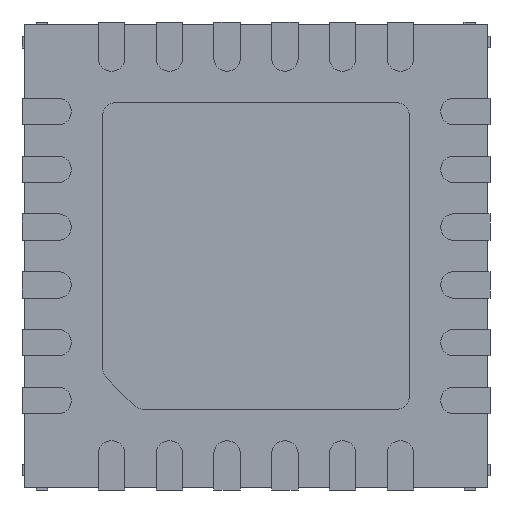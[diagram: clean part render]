
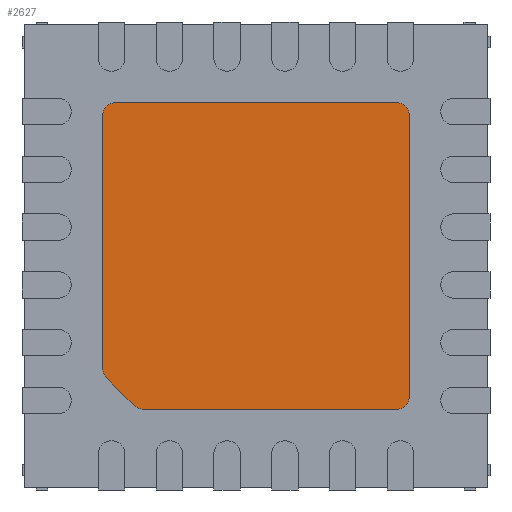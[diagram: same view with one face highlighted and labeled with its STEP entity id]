
A CAD part, front view. The second image highlights one B-rep face of the part: STEP entity #2627.
In plain terms, the highlighted planar face has unit normal (0, -1, 0).
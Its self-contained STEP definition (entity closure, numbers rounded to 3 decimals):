
#318 = DIRECTION ( 'NONE',  ( 0., 1., 0. ) ) ;
#343 = VERTEX_POINT ( 'NONE', #3229 ) ;
#448 = EDGE_CURVE ( 'NONE', #343, #8361, #8954, .T. ) ;
#540 = CARTESIAN_POINT ( 'NONE',  ( -0.984, -0.05, -1.325 ) ) ;
#687 = EDGE_CURVE ( 'NONE', #2624, #2053, #11560, .T. ) ;
#738 = ORIENTED_EDGE ( 'NONE', *, *, #1014, .T. ) ;
#796 = ORIENTED_EDGE ( 'NONE', *, *, #687, .T. ) ;
#936 = CARTESIAN_POINT ( 'NONE',  ( 1.225, -0.05, 1.325 ) ) ;
#1014 = EDGE_CURVE ( 'NONE', #6415, #4573, #7303, .T. ) ;
#1154 = AXIS2_PLACEMENT_3D ( 'NONE', #8793, #318, #12836 ) ;
#1221 = EDGE_CURVE ( 'NONE', #7030, #343, #8871, .T. ) ;
#1284 = DIRECTION ( 'NONE',  ( 0., 0., -1. ) ) ;
#1366 = CARTESIAN_POINT ( 'NONE',  ( 1.325, -0.05, 1.225 ) ) ;
#1634 = DIRECTION ( 'NONE',  ( 0., 0., 1. ) ) ;
#1876 = DIRECTION ( 'NONE',  ( 0., -1., 0. ) ) ;
#2053 = VERTEX_POINT ( 'NONE', #2661 ) ;
#2553 = VECTOR ( 'NONE', #6810, 1000. ) ;
#2624 = VERTEX_POINT ( 'NONE', #7832 ) ;
#2627 = ADVANCED_FACE ( 'NONE', ( #11803 ), #6598, .F. ) ;
#2661 = CARTESIAN_POINT ( 'NONE',  ( -1.054, -0.05, -1.296 ) ) ;
#2702 = CARTESIAN_POINT ( 'NONE',  ( -1.325, -0.05, 1.225 ) ) ;
#2792 = EDGE_CURVE ( 'NONE', #6731, #2624, #7493, .T. ) ;
#3156 = CIRCLE ( 'NONE', #13430, 0.1 ) ;
#3229 = CARTESIAN_POINT ( 'NONE',  ( -1.225, -0.05, 1.325 ) ) ;
#3264 = CARTESIAN_POINT ( 'NONE',  ( 1.325, -0.05, 1.225 ) ) ;
#3430 = VERTEX_POINT ( 'NONE', #540 ) ;
#3473 = AXIS2_PLACEMENT_3D ( 'NONE', #3992, #1876, #7902 ) ;
#3503 = ORIENTED_EDGE ( 'NONE', *, *, #1221, .T. ) ;
#3729 = EDGE_CURVE ( 'NONE', #4573, #7030, #9358, .T. ) ;
#3747 = CARTESIAN_POINT ( 'NONE',  ( 1.225, -0.05, -1.225 ) ) ;
#3815 = DIRECTION ( 'NONE',  ( 0., -1., 0. ) ) ;
#3816 = VECTOR ( 'NONE', #5903, 1000. ) ;
#3832 = CIRCLE ( 'NONE', #9070, 0.1 ) ;
#3992 = CARTESIAN_POINT ( 'NONE',  ( 1.225, -0.05, 1.225 ) ) ;
#4366 = AXIS2_PLACEMENT_3D ( 'NONE', #12542, #12400, #5354 ) ;
#4541 = ORIENTED_EDGE ( 'NONE', *, *, #6874, .T. ) ;
#4573 = VERTEX_POINT ( 'NONE', #1366 ) ;
#5237 = EDGE_CURVE ( 'NONE', #3430, #11006, #5573, .T. ) ;
#5252 = ORIENTED_EDGE ( 'NONE', *, *, #5924, .T. ) ;
#5354 = DIRECTION ( 'NONE',  ( 0., 0., -1. ) ) ;
#5431 = DIRECTION ( 'NONE',  ( 1., 0., 0. ) ) ;
#5573 = LINE ( 'NONE', #8716, #12664 ) ;
#5784 = CARTESIAN_POINT ( 'NONE',  ( -1.225, -0.05, -0.984 ) ) ;
#5903 = DIRECTION ( 'NONE',  ( 0., 0., -1. ) ) ;
#5924 = EDGE_CURVE ( 'NONE', #2053, #3430, #3156, .T. ) ;
#6415 = VERTEX_POINT ( 'NONE', #12264 ) ;
#6429 = EDGE_CURVE ( 'NONE', #8361, #6731, #6989, .T. ) ;
#6598 = PLANE ( 'NONE',  #1154 ) ;
#6731 = VERTEX_POINT ( 'NONE', #13277 ) ;
#6810 = DIRECTION ( 'NONE',  ( -1., 0., 0. ) ) ;
#6874 = EDGE_CURVE ( 'NONE', #11006, #6415, #3832, .T. ) ;
#6897 = ORIENTED_EDGE ( 'NONE', *, *, #2792, .T. ) ;
#6928 = CARTESIAN_POINT ( 'NONE',  ( -1.325, -0.05, -0.984 ) ) ;
#6989 = LINE ( 'NONE', #6928, #3816 ) ;
#7030 = VERTEX_POINT ( 'NONE', #936 ) ;
#7202 = ORIENTED_EDGE ( 'NONE', *, *, #448, .T. ) ;
#7303 = LINE ( 'NONE', #3264, #11061 ) ;
#7493 = CIRCLE ( 'NONE', #8585, 0.1 ) ;
#7832 = CARTESIAN_POINT ( 'NONE',  ( -1.296, -0.05, -1.054 ) ) ;
#7902 = DIRECTION ( 'NONE',  ( 0., 0., 1. ) ) ;
#7915 = ORIENTED_EDGE ( 'NONE', *, *, #5237, .T. ) ;
#8063 = CARTESIAN_POINT ( 'NONE',  ( 1.225, -0.05, -1.325 ) ) ;
#8361 = VERTEX_POINT ( 'NONE', #2702 ) ;
#8585 = AXIS2_PLACEMENT_3D ( 'NONE', #5784, #10010, #9953 ) ;
#8716 = CARTESIAN_POINT ( 'NONE',  ( -0.984, -0.05, -1.325 ) ) ;
#8793 = CARTESIAN_POINT ( 'NONE',  ( -1.225, -0.05, -0.984 ) ) ;
#8807 = CARTESIAN_POINT ( 'NONE',  ( -0.984, -0.05, -1.225 ) ) ;
#8871 = LINE ( 'NONE', #10918, #2553 ) ;
#8920 = ORIENTED_EDGE ( 'NONE', *, *, #6429, .T. ) ;
#8934 = ORIENTED_EDGE ( 'NONE', *, *, #3729, .T. ) ;
#8954 = CIRCLE ( 'NONE', #4366, 0.1 ) ;
#9070 = AXIS2_PLACEMENT_3D ( 'NONE', #3747, #3815, #1634 ) ;
#9358 = CIRCLE ( 'NONE', #3473, 0.1 ) ;
#9953 = DIRECTION ( 'NONE',  ( 0., 0., 1. ) ) ;
#10010 = DIRECTION ( 'NONE',  ( 0., -1., 0. ) ) ;
#10600 = CARTESIAN_POINT ( 'NONE',  ( -1.296, -0.05, -1.054 ) ) ;
#10854 = DIRECTION ( 'NONE',  ( 0., -1., 0. ) ) ;
#10918 = CARTESIAN_POINT ( 'NONE',  ( 1.225, -0.05, 1.325 ) ) ;
#11006 = VERTEX_POINT ( 'NONE', #8063 ) ;
#11061 = VECTOR ( 'NONE', #11544, 1000. ) ;
#11458 = EDGE_LOOP ( 'NONE', ( #6897, #796, #5252, #7915, #4541, #738, #8934, #3503, #7202, #8920 ) ) ;
#11544 = DIRECTION ( 'NONE',  ( 0., 0., 1. ) ) ;
#11560 = LINE ( 'NONE', #10600, #11848 ) ;
#11803 = FACE_OUTER_BOUND ( 'NONE', #11458, .T. ) ;
#11848 = VECTOR ( 'NONE', #12595, 1000. ) ;
#12264 = CARTESIAN_POINT ( 'NONE',  ( 1.325, -0.05, -1.225 ) ) ;
#12400 = DIRECTION ( 'NONE',  ( 0., -1., 0. ) ) ;
#12542 = CARTESIAN_POINT ( 'NONE',  ( -1.225, -0.05, 1.225 ) ) ;
#12595 = DIRECTION ( 'NONE',  ( 0.707, 0., -0.707 ) ) ;
#12664 = VECTOR ( 'NONE', #5431, 1000. ) ;
#12836 = DIRECTION ( 'NONE',  ( 0., 0., 1. ) ) ;
#13277 = CARTESIAN_POINT ( 'NONE',  ( -1.325, -0.05, -0.984 ) ) ;
#13430 = AXIS2_PLACEMENT_3D ( 'NONE', #8807, #10854, #1284 ) ;
